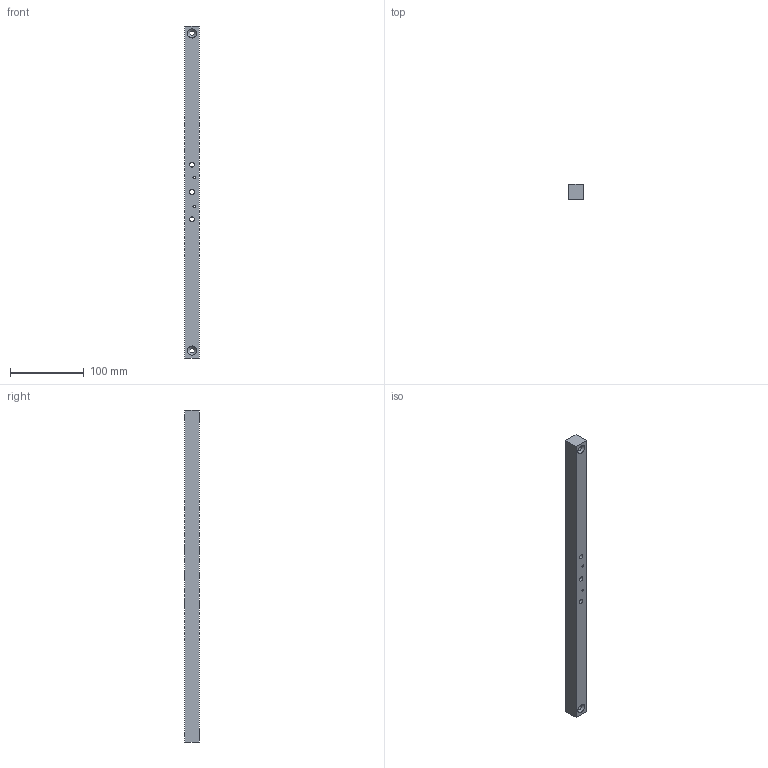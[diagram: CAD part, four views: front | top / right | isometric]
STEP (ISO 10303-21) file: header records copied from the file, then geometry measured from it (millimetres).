
FILE_DESCRIPTION (( 'STEP AP214' ), '1' );
FILE_NAME ('BUG-USI-003-A-SUPPORT LONGI.STEP', '2023-07-18T06:12:55', ( '' ), ( '' ), 'SwSTEP 2.0', 'SolidWorks 2021', '' );
FILE_SCHEMA (( 'AUTOMOTIVE_DESIGN' ));
Length unit declared in the file: millimetre
Products named in the file (1): BUG-USI-003-A-SUPPORT LONGI
Bounding box: 20 x 20 x 450 mm (x, y, z)
Volume: 175801.9 mm3; surface area: 38749.4 mm2
Topology: 1 solids, 1 shells, 18 faces, 43 edges, 27 vertices
Faces by surface type: cylinder 7, plane 6, cone 5
Full cylindrical faces by diameter (mm): 3.3 x2, 6.4 x5
Entity records: 550 total; most frequent: DIRECTION 88, CARTESIAN_POINT 77, ORIENTED_EDGE 62, EDGE_LOOP 44, AXIS2_PLACEMENT_3D 38, EDGE_CURVE 31, VERTEX_POINT 27, FACE_OUTER_BOUND 25
